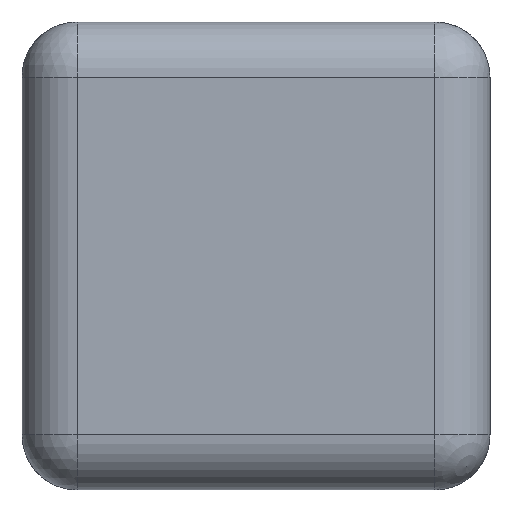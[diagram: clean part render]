
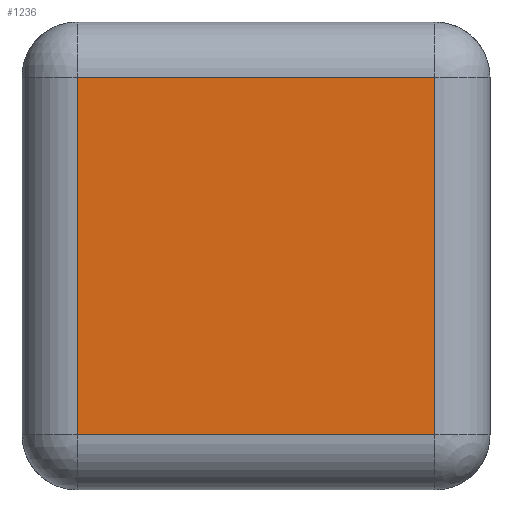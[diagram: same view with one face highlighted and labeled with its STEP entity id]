
A CAD part, left-side view. The second image highlights one B-rep face of the part: STEP entity #1236.
In plain terms, the highlighted planar face has unit normal (-1, 0, 0).
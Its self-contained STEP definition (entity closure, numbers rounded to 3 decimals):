
#113=LINE('',#2017,#187);
#117=LINE('',#2381,#191);
#118=LINE('',#2383,#192);
#119=LINE('',#2384,#193);
#187=VECTOR('',#1598,10.);
#191=VECTOR('',#1626,10.);
#192=VECTOR('',#1627,10.);
#193=VECTOR('',#1628,10.);
#259=PLANE('',#1440);
#294=FACE_OUTER_BOUND('',#377,.T.);
#377=EDGE_LOOP('',(#881,#882,#883,#884));
#535=VERTEX_POINT('',#2013);
#536=VERTEX_POINT('',#2015);
#556=VERTEX_POINT('',#2380);
#557=VERTEX_POINT('',#2382);
#652=EDGE_CURVE('',#535,#536,#113,.T.);
#678=EDGE_CURVE('',#535,#556,#117,.T.);
#679=EDGE_CURVE('',#536,#557,#118,.T.);
#680=EDGE_CURVE('',#556,#557,#119,.T.);
#881=ORIENTED_EDGE('',*,*,#678,.F.);
#882=ORIENTED_EDGE('',*,*,#652,.T.);
#883=ORIENTED_EDGE('',*,*,#679,.T.);
#884=ORIENTED_EDGE('',*,*,#680,.F.);
#1236=ADVANCED_FACE('',(#294),#259,.T.);
#1440=AXIS2_PLACEMENT_3D('',#2379,#1624,#1625);
#1598=DIRECTION('',(0.,-1.,0.));
#1624=DIRECTION('center_axis',(-1.,0.,0.));
#1625=DIRECTION('ref_axis',(0.,0.,1.));
#1626=DIRECTION('',(0.,0.,1.));
#1627=DIRECTION('',(0.,0.,1.));
#1628=DIRECTION('',(0.,-1.,0.));
#2013=CARTESIAN_POINT('',(-0.508,0.194,0.07));
#2015=CARTESIAN_POINT('',(-0.508,-0.194,0.07));
#2017=CARTESIAN_POINT('',(-0.508,0.194,0.07));
#2379=CARTESIAN_POINT('Origin',(-0.508,0.,0.01));
#2380=CARTESIAN_POINT('',(-0.508,0.194,0.458));
#2381=CARTESIAN_POINT('',(-0.508,0.194,0.07));
#2382=CARTESIAN_POINT('',(-0.508,-0.194,0.458));
#2383=CARTESIAN_POINT('',(-0.508,-0.194,0.07));
#2384=CARTESIAN_POINT('',(-0.508,0.194,0.458));
